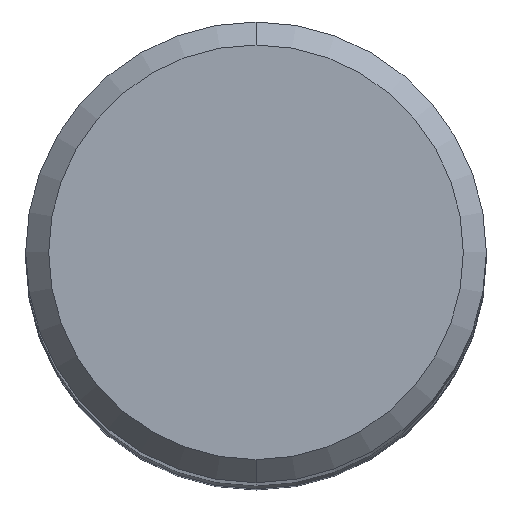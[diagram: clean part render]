
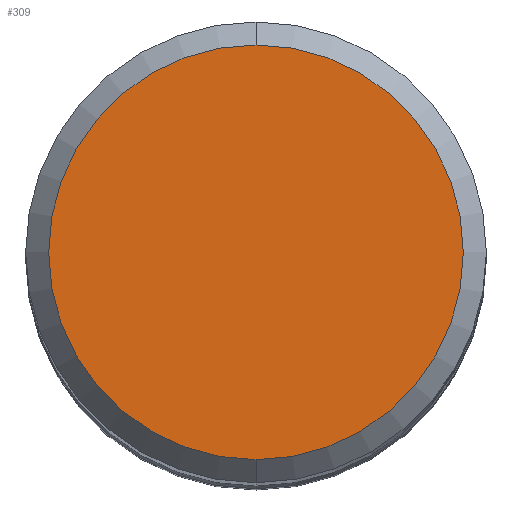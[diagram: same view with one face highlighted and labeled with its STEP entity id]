
A CAD part, top view. The second image highlights one B-rep face of the part: STEP entity #309.
In plain terms, the highlighted planar face has unit normal (0, 0, 1).
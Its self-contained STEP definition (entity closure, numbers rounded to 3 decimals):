
#259=EDGE_CURVE('',#339,#371,#590,.T.);
#277=EDGE_CURVE('',#371,#339,#609,.T.);
#309=ADVANCED_FACE('',(#644),#645,.T.);
#339=VERTEX_POINT('',#677);
#371=VERTEX_POINT('',#714);
#590=CIRCLE('',#1001,5.4);
#609=CIRCLE('',#1027,5.4);
#644=FACE_OUTER_BOUND('',#1078,.T.);
#645=PLANE('',#1079);
#677=CARTESIAN_POINT('',(0.0,5.4,0.0));
#714=CARTESIAN_POINT('',(0.,-5.4,0.0));
#1001=AXIS2_PLACEMENT_3D('',#1671,#1672,#1673);
#1027=AXIS2_PLACEMENT_3D('',#1694,#1695,#1696);
#1078=EDGE_LOOP('',(#1735,#1736));
#1079=AXIS2_PLACEMENT_3D('',#1737,#1738,#1739);
#1671=CARTESIAN_POINT('',(0.0,0.0,0.0));
#1672=DIRECTION('',(0.0,0.0,-1.0));
#1673=DIRECTION('',(0.0,1.0,0.0));
#1694=CARTESIAN_POINT('',(0.0,0.0,0.0));
#1695=DIRECTION('',(0.0,0.0,-1.0));
#1696=DIRECTION('',(0.0,1.0,0.0));
#1735=ORIENTED_EDGE('',*,*,#259,.F.);
#1736=ORIENTED_EDGE('',*,*,#277,.F.);
#1737=CARTESIAN_POINT('',(0.0,2.7,0.0));
#1738=DIRECTION('',(-0.0,0.0,1.0));
#1739=DIRECTION('',(0.0,-1.0,0.0));
